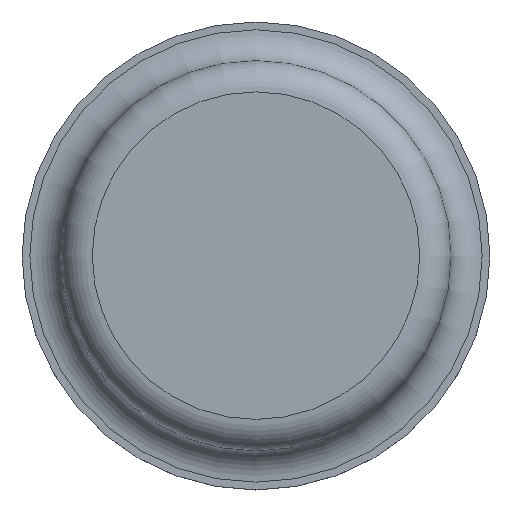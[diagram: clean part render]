
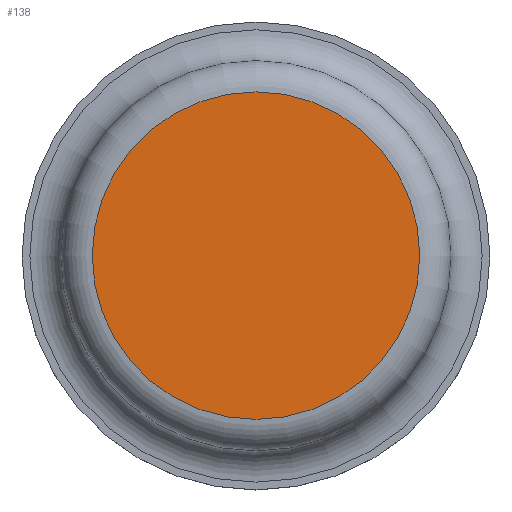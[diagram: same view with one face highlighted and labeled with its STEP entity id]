
A CAD part, top view. The second image highlights one B-rep face of the part: STEP entity #138.
In plain terms, the highlighted planar face has unit normal (0, 0, 1).
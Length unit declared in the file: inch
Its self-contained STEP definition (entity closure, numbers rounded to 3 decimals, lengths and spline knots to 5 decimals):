
#122=CARTESIAN_POINT('',(0.,0.,0.18));
#123=DIRECTION('',(0.,0.,1.));
#124=DIRECTION('',(1.,0.,0.));
#125=AXIS2_PLACEMENT_3D('',#122,#123,#124);
#126=CIRCLE('',#125,0.105);
#127=EDGE_CURVE('',#129,#129,#126,.T.);
#128=CARTESIAN_POINT('',(0.105,0.,0.18));
#129=VERTEX_POINT('',#128);
#130=ORIENTED_EDGE('',*,*,#127,.T.);
#131=EDGE_LOOP('',(#130));
#132=FACE_BOUND('',#131,.T.);
#133=CARTESIAN_POINT('',(0.,0.,0.18));
#134=DIRECTION('',(0.,0.,1.));
#135=DIRECTION('',(1.,0.,0.));
#136=AXIS2_PLACEMENT_3D('',#133,#134,#135);
#137=PLANE('',#136);
#138=ADVANCED_FACE('',(#132),#137,.T.);
